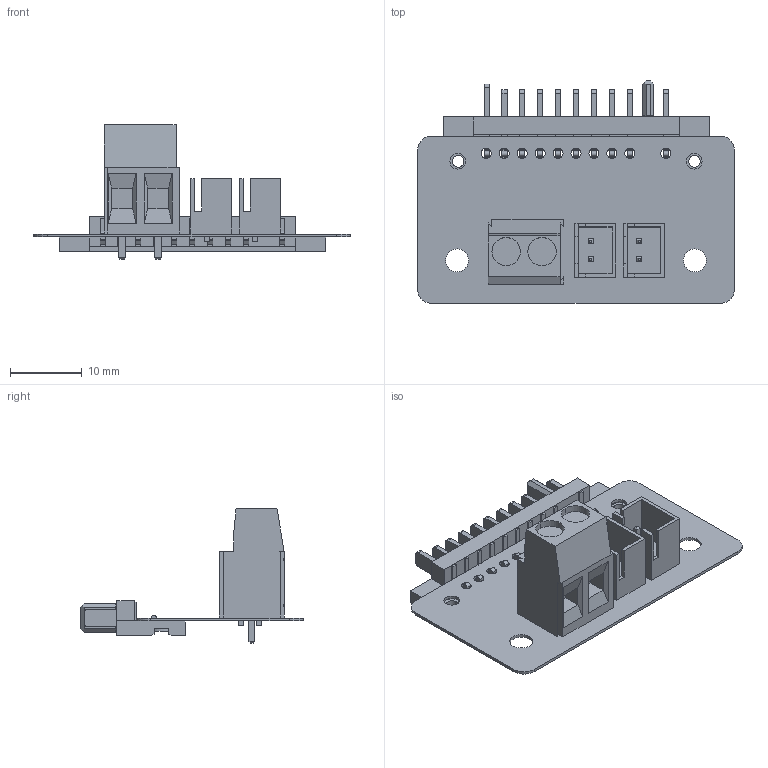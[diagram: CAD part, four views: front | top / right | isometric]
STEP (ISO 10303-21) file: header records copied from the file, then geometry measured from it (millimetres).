
FILE_DESCRIPTION(('Open CASCADE Model'),'2;1');
FILE_NAME('Open CASCADE Shape Model','2024-03-01T19:23:36',('Author'),( 'Open CASCADE'),'Open CASCADE STEP processor 7.5','Open CASCADE 7.5' ,'Unknown');
FILE_SCHEMA(('AUTOMOTIVE_DESIGN { 1 0 10303 214 1 1 1 1 }'));
Length unit declared in the file: millimetre
Products named in the file (10): PCB; Board; Open CASCADE STEP translator 7.5 2.1.1; X4; CWF_2_V; X3; X2; ˫歬 DT128V; X1; c-6123738-7-a-3d
Assembly tree (10 placements, depth 3):
  PCB
    Board
      Open CASCADE STEP translator 7.5 2.1.1
    X4
      CWF_2_V
    X3
      CWF_2_V
    X2
      ˫歬 DT128V
    X1
      c-6123738-7-a-3d
Bounding box: 44.1 x 31.02 x 18.7 mm (x, y, z)
Volume: 2435.9 mm3; surface area: 4977.2 mm2
Topology: 5 solids, 5 shells, 638 faces, 1732 edges, 1128 vertices
Faces by surface type: plane 478, cylinder 148, cone 12
Full cylindrical faces by diameter (mm): 1.2 x6, 1.4 x10, 2.2 x2, 3.2 x2
Entity records: 18963 total; most frequent: CARTESIAN_POINT 3348, ORIENTED_EDGE 3204, DIRECTION 3088, EDGE_CURVE 1602, LINE 1262, VECTOR 1262, VERTEX_POINT 1044, AXIS2_PLACEMENT_3D 913
